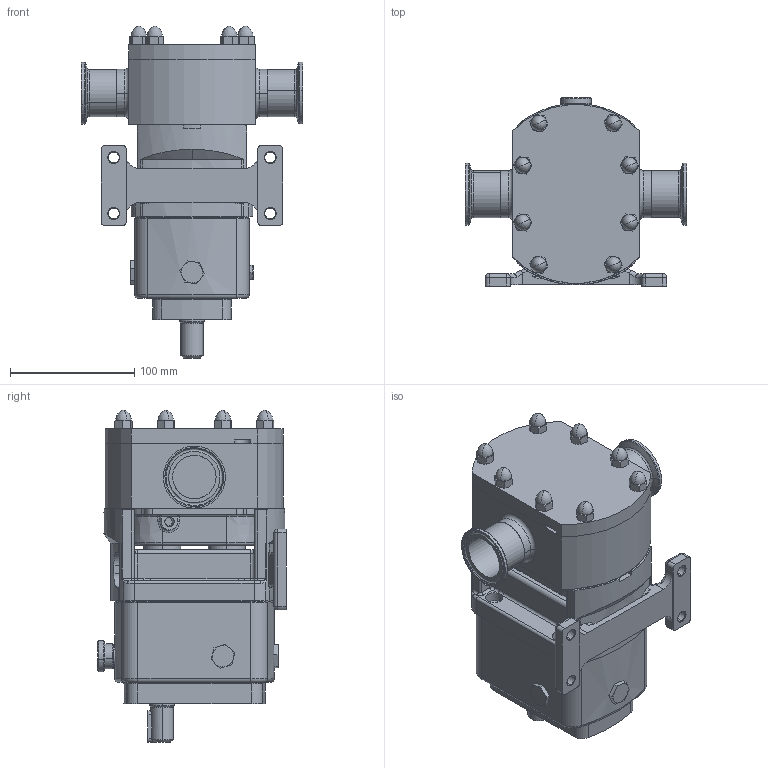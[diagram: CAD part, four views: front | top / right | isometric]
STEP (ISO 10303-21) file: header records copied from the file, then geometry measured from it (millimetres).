
FILE_DESCRIPTION (( 'STEP AP214' ), '1' );
FILE_NAME ('GA4181.STEP', '2024-11-07T16:43:49', ( '' ), ( '' ), 'SwSTEP 2.0', 'SolidWorks 2023', '' );
FILE_SCHEMA (( 'AUTOMOTIVE_DESIGN' ));
Length unit declared in the file: millimetre
Products named in the file (3): Copy of Z94-5121-22 - 1.5 INCH^GA4181; GA4181; Copy of CP10-0008-08 H T^GA4181
Assembly tree (3 placements, depth 2):
  GA4181
    Copy of CP10-0008-08 H T^GA4181
    Copy of Z94-5121-22 - 1.5 INCH^GA4181  x2
Bounding box: 178 x 151.81 x 267.35 mm (x, y, z)
Volume: 2464212.2 mm3; surface area: 192077.4 mm2
Topology: 3 solids, 3 shells, 764 faces, 1872 edges, 1114 vertices
Faces by surface type: plane 254, cylinder 218, cone 163, torus 95, bspline 22, sphere 12
Entity records: 24151 total; most frequent: CARTESIAN_POINT 6873, DIRECTION 3688, ORIENTED_EDGE 3602, EDGE_CURVE 1801, AXIS2_PLACEMENT_3D 1500, VERTEX_POINT 1090, EDGE_LOOP 797, CIRCLE 773
